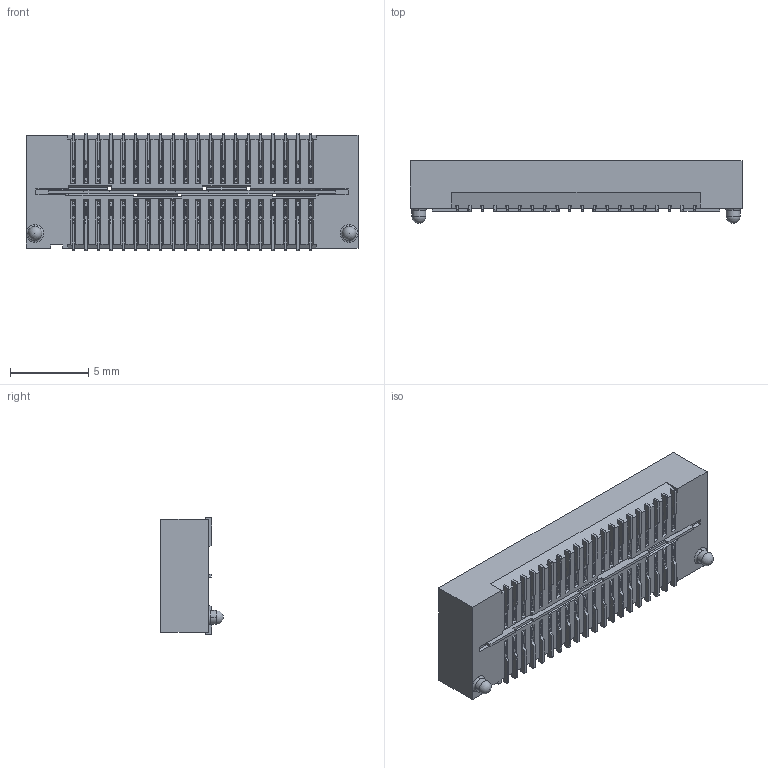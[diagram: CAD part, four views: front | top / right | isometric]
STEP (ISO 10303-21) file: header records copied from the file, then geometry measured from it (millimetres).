
FILE_DESCRIPTION (( 'STEP AP203' ), '1' );
FILE_NAME ('QSE-020-01-X-D-A.step', '2015-07-16T07:13:17', ( 'deanengtest' ), ( 'SAMTEC' ), 'SwSTEP 2.0', 'SolidWorks 2014', '' );
FILE_SCHEMA (( 'CONFIG_CONTROL_DESIGN' ));
Length unit declared in the file: inch
Products named in the file (4): QSE-020-01-X-D-A; QSE-20-XX-D-XX-X-XXX_QSE-20-01-D-01-A-XX; C-126-XX-X_Default - Reverse Bump; T-1G2-XX-X
Assembly tree (42 placements, depth 2):
  QSE-020-01-X-D-A
    QSE-20-XX-D-XX-X-XXX_QSE-20-01-D-01-A-XX
    C-126-XX-X_Default - Reverse Bump  x40
    T-1G2-XX-X
Bounding box: 21.27 x 4 x 7.52 mm (x, y, z)
Volume: 276.5 mm3; surface area: 1414.4 mm2
Topology: 42 solids, 42 shells, 2840 faces, 8271 edges, 5476 vertices
Faces by surface type: plane 1863, cylinder 887, bspline 80, torus 8, sphere 2
Entity records: 33369 total; most frequent: CARTESIAN_POINT 5913, ORIENTED_EDGE 5770, DIRECTION 4969, EDGE_CURVE 2885, VECTOR 2713, LINE 2713, VERTEX_POINT 1886, AXIS2_PLACEMENT_3D 1128
